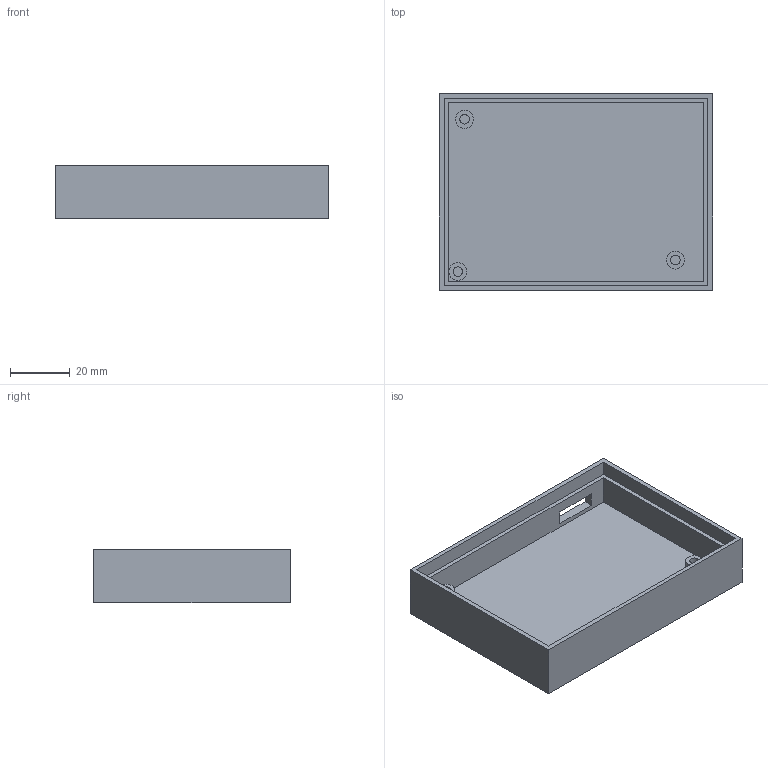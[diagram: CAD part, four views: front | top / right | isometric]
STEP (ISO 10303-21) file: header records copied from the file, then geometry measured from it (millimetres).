
FILE_DESCRIPTION(/* description */ (''),/* implementation_level */ '2;1');
FILE_NAME(/* name */ 'case_bottom.step',/* time_stamp */ '2026-01-17T20:27:19+02:00',/* author */ (''),/* organization */ (''),/* preprocessor_version */ 'ST-DEVELOPER v20.1',/* originating_system */ 'Autodesk Translation Framework v14.21.0.0',/* authorisation */ '');
FILE_SCHEMA (('AUTOMOTIVE_DESIGN { 1 0 10303 214 3 1 1 }'));
Length unit declared in the file: millimetre
Products named in the file (1): 2026-01-17-20-27-19-477
Bounding box: 91.49 x 65.78 x 18 mm (x, y, z)
Volume: 29719.9 mm3; surface area: 22922.8 mm2
Topology: 1 solids, 1 shells, 500 faces, 1377 edges, 918 vertices
Faces by surface type: bspline 332, plane 162, cylinder 6
Full cylindrical faces by diameter (mm): 3.2 x3, 6 x3
Entity records: 18930 total; most frequent: CARTESIAN_POINT 8440, ORIENTED_EDGE 2754, EDGE_CURVE 1377, DIRECTION 1063, VERTEX_POINT 918, LINE 701, VECTOR 701, B_SPLINE_CURVE_WITH_KNOTS 664
